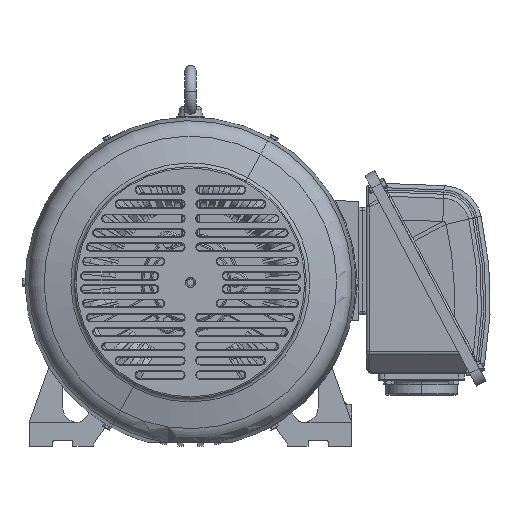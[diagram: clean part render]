
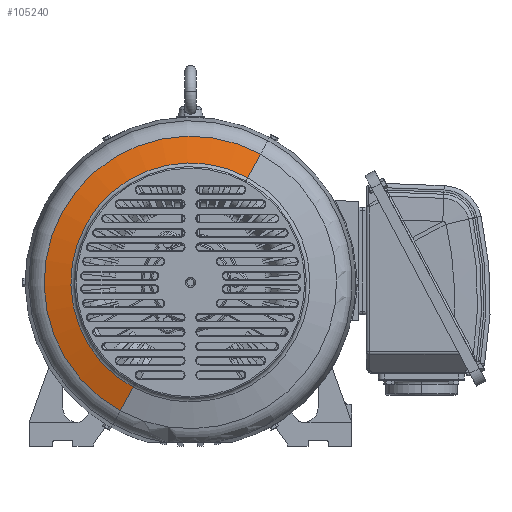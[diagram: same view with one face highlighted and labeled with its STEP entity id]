
A CAD part, front view. The second image highlights one B-rep face of the part: STEP entity #105240.
In plain terms, the highlighted conical face has half-angle 75 degrees and reference radius 166.688 mm.
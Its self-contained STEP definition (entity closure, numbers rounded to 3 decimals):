
#105123=CARTESIAN_POINT('Vertex',(97.792,-362.222,179.006)) ;
#105130=CARTESIAN_POINT('Vertex',(-97.792,-362.222,-179.006)) ;
#105147=CARTESIAN_POINT('Axis2P3D Location',(0.,-362.222,0.)) ;
#105198=CARTESIAN_POINT('Axis2P3D Location',(0.,-372.213,0.)) ;
#105203=CARTESIAN_POINT('Line Origine',(88.853,-367.217,162.645)) ;
#105207=CARTESIAN_POINT('Vertex',(79.915,-372.213,146.283)) ;
#105214=CARTESIAN_POINT('Vertex',(-79.915,-372.213,-146.283)) ;
#105217=CARTESIAN_POINT('Line Origine',(-88.853,-367.217,-162.645)) ;
#105229=CARTESIAN_POINT('Axis2P3D Location',(0.,-372.213,0.)) ;
#105148=DIRECTION('Axis2P3D Direction',(-0.,1.,0.)) ;
#105199=DIRECTION('Axis2P3D Direction',(0.,1.,0.)) ;
#105200=DIRECTION('Axis2P3D XDirection',(-0.479,0.,-0.878)) ;
#105204=DIRECTION('Vector Direction',(0.463,0.259,0.848)) ;
#105218=DIRECTION('Vector Direction',(-0.463,0.259,-0.848)) ;
#105230=DIRECTION('Axis2P3D Direction',(-0.,1.,0.)) ;
#105149=AXIS2_PLACEMENT_3D('Circle Axis2P3D',#105147,#105148,$) ;
#105201=AXIS2_PLACEMENT_3D('Cone Axis2P3D',#105198,#105199,#105200) ;
#105231=AXIS2_PLACEMENT_3D('Circle Axis2P3D',#105229,#105230,$) ;
#105235=ORIENTED_EDGE('',*,*,#105151,.F.) ;
#105236=ORIENTED_EDGE('',*,*,#105221,.T.) ;
#105237=ORIENTED_EDGE('',*,*,#105233,.T.) ;
#105238=ORIENTED_EDGE('',*,*,#105209,.F.) ;
#105205=VECTOR('Line Direction',#105204,1.) ;
#105219=VECTOR('Line Direction',#105218,1.) ;
#105240=ADVANCED_FACE('31407C309.1',(#105239),#105202,.T.) ;
#105150=CIRCLE('generated circle',#105149,203.977) ;
#105232=CIRCLE('generated circle',#105231,166.688) ;
#105202=CONICAL_SURFACE('Cone',#105201,166.688,1.309) ;
#105151=EDGE_CURVE('',#105131,#105124,#105150,.T.) ;
#105209=EDGE_CURVE('',#105124,#105208,#105206,.F.) ;
#105221=EDGE_CURVE('',#105131,#105215,#105220,.F.) ;
#105233=EDGE_CURVE('',#105215,#105208,#105232,.T.) ;
#105234=EDGE_LOOP('',(#105235,#105236,#105237,#105238)) ;
#105239=FACE_OUTER_BOUND('',#105234,.T.) ;
#105206=LINE('Line',#105203,#105205) ;
#105220=LINE('Line',#105217,#105219) ;
#105124=VERTEX_POINT('',#105123) ;
#105131=VERTEX_POINT('',#105130) ;
#105208=VERTEX_POINT('',#105207) ;
#105215=VERTEX_POINT('',#105214) ;
